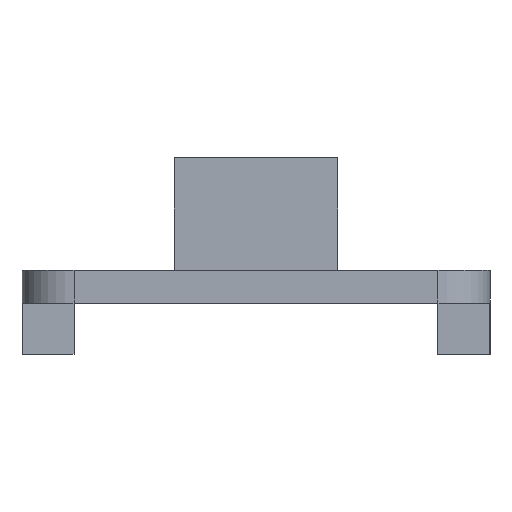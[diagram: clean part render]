
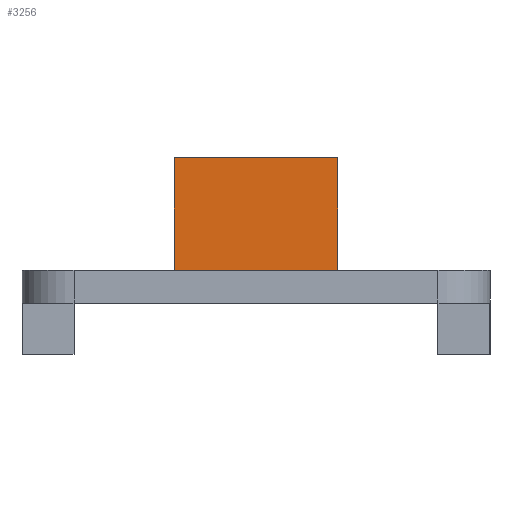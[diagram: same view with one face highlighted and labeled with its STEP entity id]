
A CAD part, left-side view. The second image highlights one B-rep face of the part: STEP entity #3256.
In plain terms, the highlighted planar face has unit normal (-1, 0, 0).
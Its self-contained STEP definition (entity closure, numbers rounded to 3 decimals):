
#219=PLANE('',#3668);
#314=FACE_OUTER_BOUND('',#571,.T.);
#571=EDGE_LOOP('',(#2846,#2847,#2848,#2849));
#760=LINE('',#5546,#907);
#761=LINE('',#5549,#908);
#762=LINE('',#5551,#909);
#763=LINE('',#5552,#910);
#907=VECTOR('',#4561,10.);
#908=VECTOR('',#4564,10.);
#909=VECTOR('',#4565,10.);
#910=VECTOR('',#4566,10.);
#1577=VERTEX_POINT('',#5542);
#1578=VERTEX_POINT('',#5544);
#1579=VERTEX_POINT('',#5548);
#1580=VERTEX_POINT('',#5550);
#2014=EDGE_CURVE('',#1577,#1578,#760,.T.);
#2015=EDGE_CURVE('',#1577,#1579,#761,.T.);
#2016=EDGE_CURVE('',#1580,#1578,#762,.T.);
#2017=EDGE_CURVE('',#1579,#1580,#763,.T.);
#2846=ORIENTED_EDGE('',*,*,#2015,.F.);
#2847=ORIENTED_EDGE('',*,*,#2014,.T.);
#2848=ORIENTED_EDGE('',*,*,#2016,.F.);
#2849=ORIENTED_EDGE('',*,*,#2017,.F.);
#3256=ADVANCED_FACE('',(#314),#219,.T.);
#3668=AXIS2_PLACEMENT_3D('',#5547,#4562,#4563);
#4561=DIRECTION('',(0.,0.,1.));
#4562=DIRECTION('center_axis',(-1.,0.,0.));
#4563=DIRECTION('ref_axis',(0.,-1.,0.));
#4564=DIRECTION('',(0.,1.,0.));
#4565=DIRECTION('',(0.,-1.,0.));
#4566=DIRECTION('',(0.,0.,1.));
#5542=CARTESIAN_POINT('',(44.244,7.43,1.6));
#5544=CARTESIAN_POINT('',(44.244,7.43,7.1));
#5546=CARTESIAN_POINT('',(44.244,7.43,1.6));
#5547=CARTESIAN_POINT('Origin',(44.244,15.43,1.6));
#5548=CARTESIAN_POINT('',(44.244,15.43,1.6));
#5549=CARTESIAN_POINT('',(44.244,7.43,1.6));
#5550=CARTESIAN_POINT('',(44.244,15.43,7.1));
#5551=CARTESIAN_POINT('',(44.244,7.43,7.1));
#5552=CARTESIAN_POINT('',(44.244,15.43,1.6));
